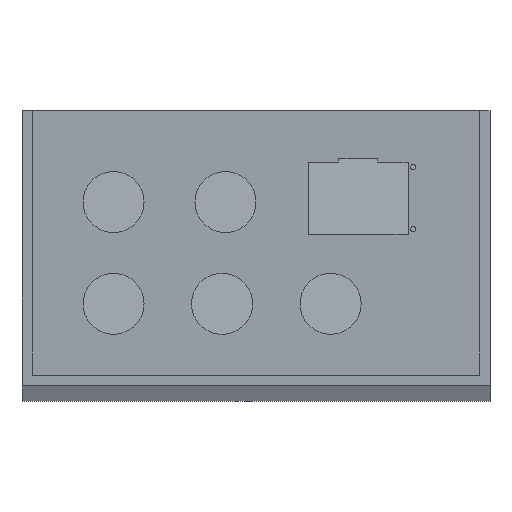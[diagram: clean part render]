
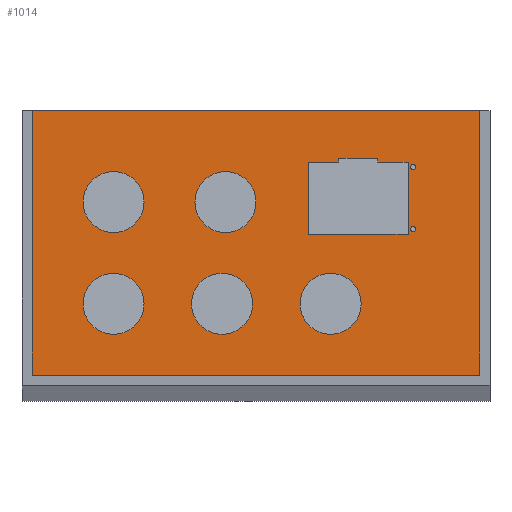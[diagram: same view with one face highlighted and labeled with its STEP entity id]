
A CAD part, top view. The second image highlights one B-rep face of the part: STEP entity #1014.
In plain terms, the highlighted planar face has unit normal (0, 0, 1).
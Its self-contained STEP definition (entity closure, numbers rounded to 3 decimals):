
#11=CIRCLE('',#1068,15.);
#13=CIRCLE('',#1071,15.);
#15=CIRCLE('',#1074,15.);
#17=CIRCLE('',#1077,1.27);
#19=CIRCLE('',#1088,1.27);
#21=CIRCLE('',#1091,15.);
#23=CIRCLE('',#1094,15.);
#57=FACE_BOUND('',#177,.T.);
#58=FACE_BOUND('',#178,.T.);
#59=FACE_BOUND('',#179,.T.);
#60=FACE_BOUND('',#180,.T.);
#61=FACE_BOUND('',#181,.T.);
#62=FACE_BOUND('',#182,.T.);
#63=FACE_BOUND('',#183,.T.);
#64=FACE_BOUND('',#184,.T.);
#123=FACE_OUTER_BOUND('',#176,.T.);
#176=EDGE_LOOP('',(#881,#882,#883,#884));
#177=EDGE_LOOP('',(#885));
#178=EDGE_LOOP('',(#886));
#179=EDGE_LOOP('',(#887));
#180=EDGE_LOOP('',(#888));
#181=EDGE_LOOP('',(#889));
#182=EDGE_LOOP('',(#890,#891,#892,#893,#894,#895,#896,#897));
#183=EDGE_LOOP('',(#898));
#184=EDGE_LOOP('',(#899));
#276=LINE('',#1562,#395);
#279=LINE('',#1568,#398);
#282=LINE('',#1574,#401);
#285=LINE('',#1580,#404);
#288=LINE('',#1586,#407);
#291=LINE('',#1592,#410);
#294=LINE('',#1598,#413);
#297=LINE('',#1602,#416);
#303=LINE('',#1628,#422);
#306=LINE('',#1634,#425);
#309=LINE('',#1640,#428);
#312=LINE('',#1644,#431);
#395=VECTOR('',#1284,10.);
#398=VECTOR('',#1289,10.);
#401=VECTOR('',#1294,10.);
#404=VECTOR('',#1299,10.);
#407=VECTOR('',#1304,10.);
#410=VECTOR('',#1309,10.);
#413=VECTOR('',#1314,10.);
#416=VECTOR('',#1319,10.);
#422=VECTOR('',#1345,10.);
#425=VECTOR('',#1350,10.);
#428=VECTOR('',#1355,10.);
#431=VECTOR('',#1360,10.);
#482=VERTEX_POINT('',#1532);
#484=VERTEX_POINT('',#1538);
#486=VERTEX_POINT('',#1544);
#488=VERTEX_POINT('',#1550);
#492=VERTEX_POINT('',#1559);
#493=VERTEX_POINT('',#1561);
#495=VERTEX_POINT('',#1567);
#497=VERTEX_POINT('',#1573);
#499=VERTEX_POINT('',#1579);
#501=VERTEX_POINT('',#1585);
#503=VERTEX_POINT('',#1591);
#505=VERTEX_POINT('',#1597);
#506=VERTEX_POINT('',#1604);
#508=VERTEX_POINT('',#1610);
#510=VERTEX_POINT('',#1616);
#514=VERTEX_POINT('',#1625);
#515=VERTEX_POINT('',#1627);
#517=VERTEX_POINT('',#1633);
#519=VERTEX_POINT('',#1639);
#596=EDGE_CURVE('',#482,#482,#11,.T.);
#599=EDGE_CURVE('',#484,#484,#13,.T.);
#602=EDGE_CURVE('',#486,#486,#15,.T.);
#605=EDGE_CURVE('',#488,#488,#17,.T.);
#610=EDGE_CURVE('',#493,#492,#276,.T.);
#613=EDGE_CURVE('',#495,#493,#279,.T.);
#616=EDGE_CURVE('',#497,#495,#282,.T.);
#619=EDGE_CURVE('',#499,#497,#285,.T.);
#622=EDGE_CURVE('',#501,#499,#288,.T.);
#625=EDGE_CURVE('',#503,#501,#291,.T.);
#628=EDGE_CURVE('',#505,#503,#294,.T.);
#631=EDGE_CURVE('',#492,#505,#297,.T.);
#632=EDGE_CURVE('',#506,#506,#19,.T.);
#635=EDGE_CURVE('',#508,#508,#21,.T.);
#638=EDGE_CURVE('',#510,#510,#23,.T.);
#643=EDGE_CURVE('',#515,#514,#303,.T.);
#646=EDGE_CURVE('',#517,#515,#306,.T.);
#649=EDGE_CURVE('',#519,#517,#309,.T.);
#652=EDGE_CURVE('',#514,#519,#312,.T.);
#881=ORIENTED_EDGE('',*,*,#652,.T.);
#882=ORIENTED_EDGE('',*,*,#649,.T.);
#883=ORIENTED_EDGE('',*,*,#646,.T.);
#884=ORIENTED_EDGE('',*,*,#643,.T.);
#885=ORIENTED_EDGE('',*,*,#596,.T.);
#886=ORIENTED_EDGE('',*,*,#599,.T.);
#887=ORIENTED_EDGE('',*,*,#638,.T.);
#888=ORIENTED_EDGE('',*,*,#635,.T.);
#889=ORIENTED_EDGE('',*,*,#632,.T.);
#890=ORIENTED_EDGE('',*,*,#631,.T.);
#891=ORIENTED_EDGE('',*,*,#628,.T.);
#892=ORIENTED_EDGE('',*,*,#625,.T.);
#893=ORIENTED_EDGE('',*,*,#622,.T.);
#894=ORIENTED_EDGE('',*,*,#619,.T.);
#895=ORIENTED_EDGE('',*,*,#616,.T.);
#896=ORIENTED_EDGE('',*,*,#613,.T.);
#897=ORIENTED_EDGE('',*,*,#610,.T.);
#898=ORIENTED_EDGE('',*,*,#605,.T.);
#899=ORIENTED_EDGE('',*,*,#602,.T.);
#962=PLANE('',#1100);
#1014=ADVANCED_FACE('',(#123,#57,#58,#59,#60,#61,#62,#63,#64),#962,.T.);
#1068=AXIS2_PLACEMENT_3D('',#1533,#1254,#1255);
#1071=AXIS2_PLACEMENT_3D('',#1539,#1261,#1262);
#1074=AXIS2_PLACEMENT_3D('',#1545,#1268,#1269);
#1077=AXIS2_PLACEMENT_3D('',#1551,#1275,#1276);
#1088=AXIS2_PLACEMENT_3D('',#1605,#1322,#1323);
#1091=AXIS2_PLACEMENT_3D('',#1611,#1329,#1330);
#1094=AXIS2_PLACEMENT_3D('',#1617,#1336,#1337);
#1100=AXIS2_PLACEMENT_3D('',#1645,#1361,#1362);
#1254=DIRECTION('center_axis',(0.,0.,-1.));
#1255=DIRECTION('ref_axis',(-1.,0.,0.));
#1261=DIRECTION('center_axis',(0.,0.,-1.));
#1262=DIRECTION('ref_axis',(-1.,0.,0.));
#1268=DIRECTION('center_axis',(0.,0.,-1.));
#1269=DIRECTION('ref_axis',(1.,0.,0.));
#1275=DIRECTION('center_axis',(0.,0.,-1.));
#1276=DIRECTION('ref_axis',(-1.,0.,0.));
#1284=DIRECTION('',(0.,-1.,0.));
#1289=DIRECTION('',(1.,0.,0.));
#1294=DIRECTION('',(0.,1.,0.));
#1299=DIRECTION('',(1.,0.,0.));
#1304=DIRECTION('',(0.,1.,0.));
#1309=DIRECTION('',(-1.,0.,0.));
#1314=DIRECTION('',(0.,-1.,0.));
#1319=DIRECTION('',(1.,0.,0.));
#1322=DIRECTION('center_axis',(0.,0.,-1.));
#1323=DIRECTION('ref_axis',(-1.,0.,0.));
#1329=DIRECTION('center_axis',(0.,0.,-1.));
#1330=DIRECTION('ref_axis',(1.,0.,0.));
#1336=DIRECTION('center_axis',(0.,0.,-1.));
#1337=DIRECTION('ref_axis',(1.,0.,0.));
#1345=DIRECTION('',(0.,-1.,0.));
#1350=DIRECTION('',(-1.,0.,0.));
#1355=DIRECTION('',(0.,1.,0.));
#1360=DIRECTION('',(1.,0.,0.));
#1361=DIRECTION('center_axis',(0.,0.,1.));
#1362=DIRECTION('ref_axis',(1.,0.,0.));
#1532=CARTESIAN_POINT('',(-50.,75.,2.5));
#1533=CARTESIAN_POINT('Origin',(-65.,75.,2.5));
#1538=CARTESIAN_POINT('',(5.,75.,2.5));
#1539=CARTESIAN_POINT('Origin',(-10.,75.,2.5));
#1544=CARTESIAN_POINT('',(-26.667,25.,2.5));
#1545=CARTESIAN_POINT('Origin',(-11.667,25.,2.5));
#1550=CARTESIAN_POINT('',(83.552,92.14,2.5));
#1551=CARTESIAN_POINT('Origin',(82.282,92.14,2.5));
#1559=CARTESIAN_POINT('',(64.742,94.68,2.5));
#1561=CARTESIAN_POINT('',(64.742,96.52,2.5));
#1562=CARTESIAN_POINT('',(64.742,94.68,2.5));
#1567=CARTESIAN_POINT('',(45.72,96.52,2.5));
#1568=CARTESIAN_POINT('',(64.742,96.52,2.5));
#1573=CARTESIAN_POINT('',(45.72,94.68,2.5));
#1574=CARTESIAN_POINT('',(45.72,96.52,2.5));
#1579=CARTESIAN_POINT('',(30.72,94.68,2.5));
#1580=CARTESIAN_POINT('',(45.72,94.68,2.5));
#1585=CARTESIAN_POINT('',(30.72,59.12,2.5));
#1586=CARTESIAN_POINT('',(30.72,59.12,2.5));
#1591=CARTESIAN_POINT('',(79.742,59.12,2.5));
#1592=CARTESIAN_POINT('',(79.742,59.12,2.5));
#1597=CARTESIAN_POINT('',(79.742,94.68,2.5));
#1598=CARTESIAN_POINT('',(79.742,94.68,2.5));
#1602=CARTESIAN_POINT('',(79.742,94.68,2.5));
#1604=CARTESIAN_POINT('',(83.552,61.66,2.5));
#1605=CARTESIAN_POINT('Origin',(82.282,61.66,2.5));
#1610=CARTESIAN_POINT('',(-80.,25.,2.5));
#1611=CARTESIAN_POINT('Origin',(-65.,25.,2.5));
#1616=CARTESIAN_POINT('',(26.667,25.,2.5));
#1617=CARTESIAN_POINT('Origin',(41.667,25.,2.5));
#1625=CARTESIAN_POINT('',(-105.,-10.,2.5));
#1627=CARTESIAN_POINT('',(-105.,120.,2.5));
#1628=CARTESIAN_POINT('',(-105.,-10.,2.5));
#1633=CARTESIAN_POINT('',(115.,120.,2.5));
#1634=CARTESIAN_POINT('',(-105.,120.,2.5));
#1639=CARTESIAN_POINT('',(115.,-10.,2.5));
#1640=CARTESIAN_POINT('',(115.,120.,2.5));
#1644=CARTESIAN_POINT('',(115.,-10.,2.5));
#1645=CARTESIAN_POINT('Origin',(5.,55.,2.5));
